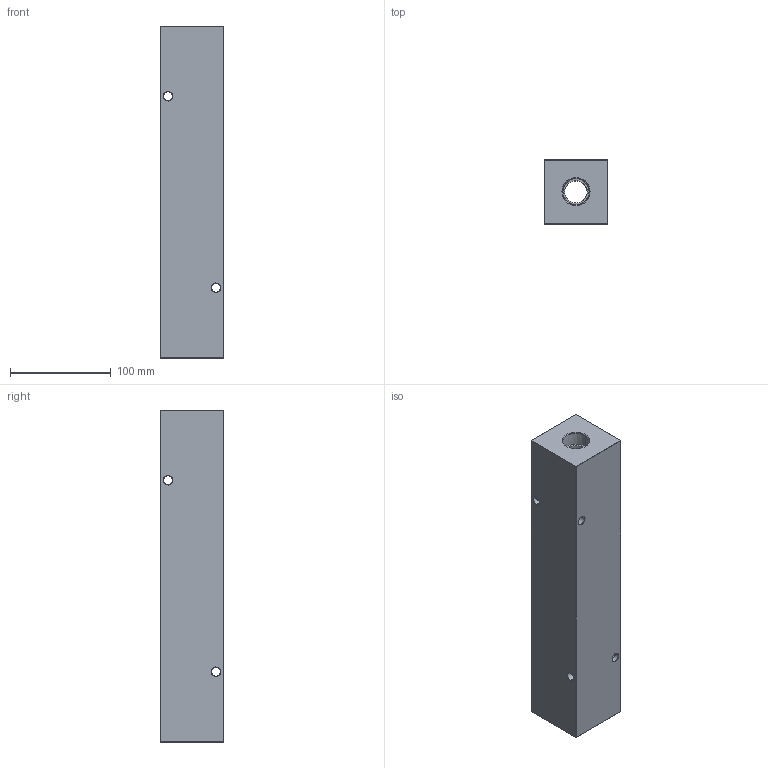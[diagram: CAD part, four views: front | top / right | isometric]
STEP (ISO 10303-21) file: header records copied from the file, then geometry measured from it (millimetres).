
FILE_DESCRIPTION (( 'STEP AP214' ), '1' );
FILE_NAME ('HM-5-0-P-12-8.STEP', '2020-02-28T20:28:40', ( '' ), ( '' ), 'SwSTEP 2.0', 'SolidWorks 2019', '' );
FILE_SCHEMA (( 'AUTOMOTIVE_DESIGN' ));
Length unit declared in the file: inch
Products named in the file (1): HM-5-0-P-12-8
Bounding box: 63.5 x 63.5 x 330.2 mm (x, y, z)
Volume: 1151171.4 mm3; surface area: 124363.2 mm2
Topology: 1 solids, 1 shells, 495 faces, 1292 edges, 842 vertices
Faces by surface type: plane 243, bspline 190, cone 34, cylinder 28
Entity records: 31035 total; most frequent: CARTESIAN_POINT 13932, ORIENTED_EDGE 2584, DIRECTION 1584, EDGE_CURVE 1292, VERTEX_POINT 842, VECTOR 800, LINE 800, EDGE_LOOP 562
